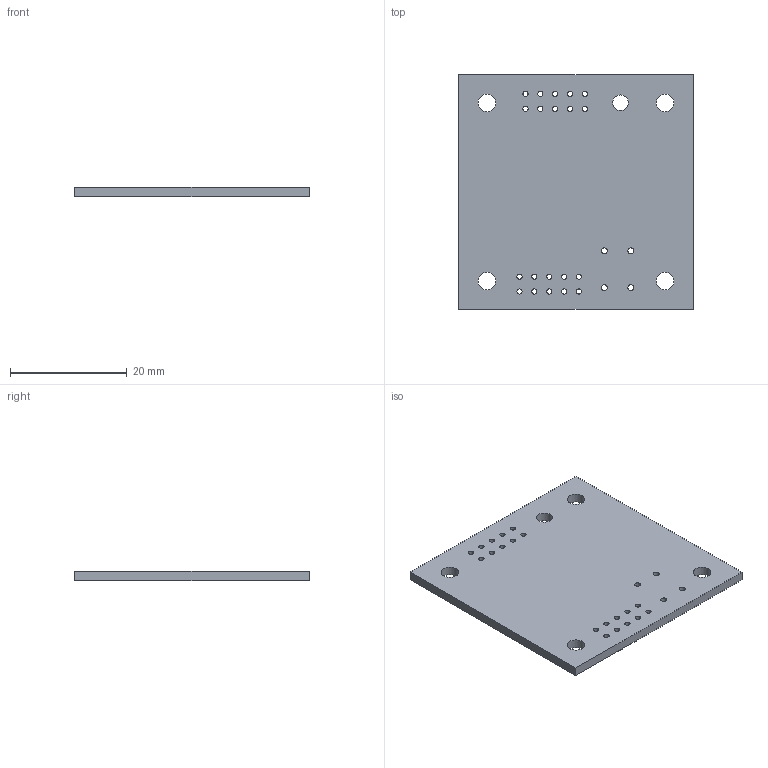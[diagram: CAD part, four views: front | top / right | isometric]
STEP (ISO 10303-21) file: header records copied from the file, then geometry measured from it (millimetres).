
FILE_DESCRIPTION(('KiCad electronic assembly'),'2;1');
FILE_NAME('RTC02.step','2023-09-17T09:32:42',('Pcbnew'),('Kicad'), 'Open CASCADE STEP processor 7.6','KiCad to STEP converter','Unknown' );
FILE_SCHEMA(('AUTOMOTIVE_DESIGN { 1 0 10303 214 1 1 1 1 }'));
Length unit declared in the file: millimetre
Products named in the file (2): RTC02 1; RTC02 PCB
Assembly tree (1 placements, depth 2):
  RTC02 1
    RTC02 PCB
Bounding box: 40.13 x 40.13 x 1.6 mm (x, y, z)
Volume: 2497.6 mm3; surface area: 3562.3 mm2
Topology: 1 solids, 1 shells, 35 faces, 99 edges, 66 vertices
Faces by surface type: cylinder 29, plane 6
Full cylindrical faces by diameter (mm): 0.889 x20, 1 x4, 2.7 x1, 3 x4
Entity records: 2795 total; most frequent: CARTESIAN_POINT 748, DIRECTION 371, ORIENTED_EDGE 198, PCURVE 198, DEFINITIONAL_REPRESENTATION 198, LINE 181, VECTOR 181, EDGE_CURVE 99
